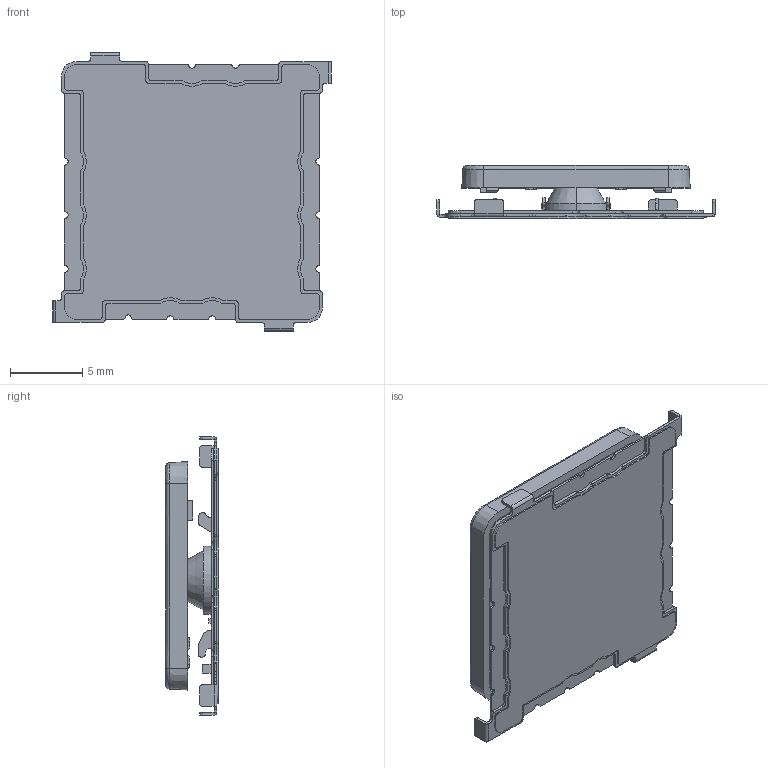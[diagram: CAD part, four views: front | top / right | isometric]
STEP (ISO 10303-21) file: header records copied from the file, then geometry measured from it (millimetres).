
FILE_DESCRIPTION((''),'2;1');
FILE_NAME('ONE_KEY_MODULE_12162025','2025-12-19T08:47:46',('Carol Chen'),(''),'CREO PARAMETRIC BY PTC INC, 2022484','CREO PARAMETRIC BY PTC INC, 2022484','');
FILE_SCHEMA(('CONFIG_CONTROL_DESIGN'));
Length unit declared in the file: millimetre
Products named in the file (1): ONE_KEY_MODULE_12162025
Bounding box: 19.2 x 3.64 x 19.2 mm (x, y, z)
Volume: 111.9 mm3; surface area: 1499.5 mm2
Topology: 1 solids, 3 shells, 907 faces, 2591 edges, 1712 vertices
Faces by surface type: plane 462, cylinder 372, cone 50, torus 12, bspline 9, sphere 2
Entity records: 30484 total; most frequent: CARTESIAN_POINT 6026, DIRECTION 5236, ORIENTED_EDGE 5166, EDGE_CURVE 2589, AXIS2_PLACEMENT_3D 1796, VERTEX_POINT 1712, VECTOR 1644, LINE 1644
